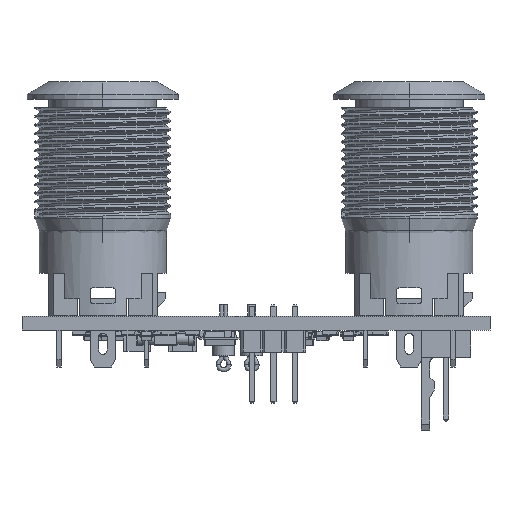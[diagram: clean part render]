
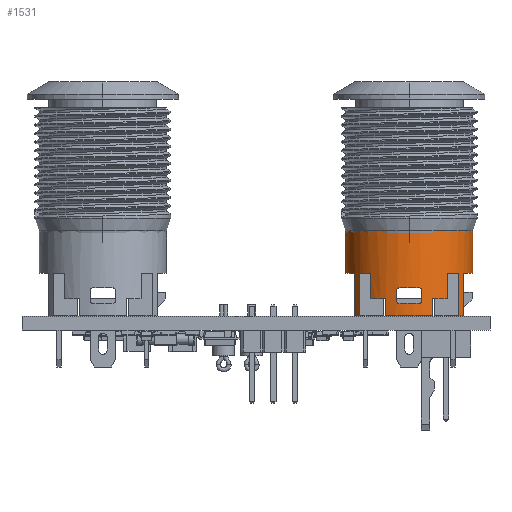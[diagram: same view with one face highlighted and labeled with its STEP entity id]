
A CAD part, front view. The second image highlights one B-rep face of the part: STEP entity #1531.
In plain terms, the highlighted cylindrical face has radius 7.5 mm (diameter 15 mm), a partial arc.
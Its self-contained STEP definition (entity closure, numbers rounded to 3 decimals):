
#984 = VERTEX_POINT('',#985);
#985 = CARTESIAN_POINT('',(-7.5,0.,-20.5));
#992 = EDGE_CURVE('',#984,#993,#995,.T.);
#993 = VERTEX_POINT('',#994);
#994 = CARTESIAN_POINT('',(-7.5,0.,-15.5));
#995 = LINE('',#996,#997);
#996 = CARTESIAN_POINT('',(-7.5,0.,-25.5));
#997 = VECTOR('',#998,1.);
#998 = DIRECTION('',(0.,0.,1.));
#1001 = VERTEX_POINT('',#1002);
#1002 = CARTESIAN_POINT('',(7.5,0.,-15.5));
#1009 = EDGE_CURVE('',#1010,#1001,#1012,.T.);
#1010 = VERTEX_POINT('',#1011);
#1011 = CARTESIAN_POINT('',(7.5,0.,-20.5));
#1012 = LINE('',#1013,#1014);
#1013 = CARTESIAN_POINT('',(7.5,0.,-25.5));
#1014 = VECTOR('',#1015,1.);
#1015 = DIRECTION('',(0.,0.,1.));
#1159 = EDGE_CURVE('',#1160,#1010,#1162,.T.);
#1160 = VERTEX_POINT('',#1161);
#1161 = CARTESIAN_POINT('',(6.4,-3.91,-20.5));
#1162 = CIRCLE('',#1163,7.5);
#1163 = AXIS2_PLACEMENT_3D('',#1164,#1165,#1166);
#1164 = CARTESIAN_POINT('',(0.,0.,-20.5));
#1165 = DIRECTION('',(0.,0.,1.));
#1166 = DIRECTION('',(1.,0.,0.));
#1218 = VERTEX_POINT('',#1219);
#1219 = CARTESIAN_POINT('',(6.4,-3.91,-25.5));
#1227 = EDGE_CURVE('',#1218,#1160,#1228,.T.);
#1228 = LINE('',#1229,#1230);
#1229 = CARTESIAN_POINT('',(6.4,-3.91,-25.5));
#1230 = VECTOR('',#1231,1.);
#1231 = DIRECTION('',(0.,0.,1.));
#1243 = VERTEX_POINT('',#1244);
#1244 = CARTESIAN_POINT('',(-6.4,-3.91,-20.5));
#1250 = EDGE_CURVE('',#984,#1243,#1251,.T.);
#1251 = CIRCLE('',#1252,7.5);
#1252 = AXIS2_PLACEMENT_3D('',#1253,#1254,#1255);
#1253 = CARTESIAN_POINT('',(0.,0.,-20.5));
#1254 = DIRECTION('',(0.,0.,1.));
#1255 = DIRECTION('',(1.,0.,0.));
#1266 = VERTEX_POINT('',#1267);
#1267 = CARTESIAN_POINT('',(-6.4,-3.91,-25.5));
#1273 = EDGE_CURVE('',#1243,#1266,#1274,.T.);
#1274 = LINE('',#1275,#1276);
#1275 = CARTESIAN_POINT('',(-6.4,-3.91,-25.5));
#1276 = VECTOR('',#1277,1.);
#1277 = DIRECTION('',(0.,0.,-1.));
#1394 = VERTEX_POINT('',#1395);
#1395 = CARTESIAN_POINT('',(4.5,-6.,-23.5));
#1401 = EDGE_CURVE('',#1402,#1394,#1404,.T.);
#1402 = VERTEX_POINT('',#1403);
#1403 = CARTESIAN_POINT('',(2.75,-6.978,-23.5));
#1404 = CIRCLE('',#1405,7.5);
#1405 = AXIS2_PLACEMENT_3D('',#1406,#1407,#1408);
#1406 = CARTESIAN_POINT('',(0.,0.,-23.5));
#1407 = DIRECTION('',(0.,0.,1.));
#1408 = DIRECTION('',(1.,0.,0.));
#1457 = EDGE_CURVE('',#1458,#1402,#1460,.T.);
#1458 = VERTEX_POINT('',#1459);
#1459 = CARTESIAN_POINT('',(2.75,-6.978,-25.5));
#1460 = LINE('',#1461,#1462);
#1461 = CARTESIAN_POINT('',(2.75,-6.978,-25.5));
#1462 = VECTOR('',#1463,1.);
#1463 = DIRECTION('',(0.,0.,1.));
#1506 = VERTEX_POINT('',#1507);
#1507 = CARTESIAN_POINT('',(-5.804,-4.75,-20.5));
#1513 = EDGE_CURVE('',#1514,#1506,#1516,.T.);
#1514 = VERTEX_POINT('',#1515);
#1515 = CARTESIAN_POINT('',(-5.804,-4.75,-25.5));
#1516 = LINE('',#1517,#1518);
#1517 = CARTESIAN_POINT('',(-5.804,-4.75,-25.5));
#1518 = VECTOR('',#1519,1.);
#1519 = DIRECTION('',(0.,0.,1.));
#1531 = ADVANCED_FACE('',(#1532,#1630),#1710,.T.);
#1532 = FACE_BOUND('',#1533,.T.);
#1533 = EDGE_LOOP('',(#1534,#1535,#1536,#1537,#1544,#1545,#1554,#1562,
    #1571,#1579,#1586,#1587,#1588,#1596,#1605,#1613,#1620,#1621,#1622,
    #1623));
#1534 = ORIENTED_EDGE('',*,*,#992,.F.);
#1535 = ORIENTED_EDGE('',*,*,#1250,.T.);
#1536 = ORIENTED_EDGE('',*,*,#1273,.T.);
#1537 = ORIENTED_EDGE('',*,*,#1538,.T.);
#1538 = EDGE_CURVE('',#1266,#1514,#1539,.T.);
#1539 = CIRCLE('',#1540,7.5);
#1540 = AXIS2_PLACEMENT_3D('',#1541,#1542,#1543);
#1541 = CARTESIAN_POINT('',(0.,0.,-25.5));
#1542 = DIRECTION('',(0.,0.,1.));
#1543 = DIRECTION('',(1.,0.,0.));
#1544 = ORIENTED_EDGE('',*,*,#1513,.T.);
#1545 = ORIENTED_EDGE('',*,*,#1546,.T.);
#1546 = EDGE_CURVE('',#1506,#1547,#1549,.T.);
#1547 = VERTEX_POINT('',#1548);
#1548 = CARTESIAN_POINT('',(-4.5,-6.,-20.5));
#1549 = CIRCLE('',#1550,7.5);
#1550 = AXIS2_PLACEMENT_3D('',#1551,#1552,#1553);
#1551 = CARTESIAN_POINT('',(0.,0.,-20.5));
#1552 = DIRECTION('',(0.,0.,1.));
#1553 = DIRECTION('',(1.,0.,0.));
#1554 = ORIENTED_EDGE('',*,*,#1555,.T.);
#1555 = EDGE_CURVE('',#1547,#1556,#1558,.T.);
#1556 = VERTEX_POINT('',#1557);
#1557 = CARTESIAN_POINT('',(-4.5,-6.,-23.5));
#1558 = LINE('',#1559,#1560);
#1559 = CARTESIAN_POINT('',(-4.5,-6.,-25.5));
#1560 = VECTOR('',#1561,1.);
#1561 = DIRECTION('',(0.,0.,-1.));
#1562 = ORIENTED_EDGE('',*,*,#1563,.T.);
#1563 = EDGE_CURVE('',#1556,#1564,#1566,.T.);
#1564 = VERTEX_POINT('',#1565);
#1565 = CARTESIAN_POINT('',(-2.75,-6.978,-23.5));
#1566 = CIRCLE('',#1567,7.5);
#1567 = AXIS2_PLACEMENT_3D('',#1568,#1569,#1570);
#1568 = CARTESIAN_POINT('',(0.,0.,-23.5));
#1569 = DIRECTION('',(0.,0.,1.));
#1570 = DIRECTION('',(1.,0.,0.));
#1571 = ORIENTED_EDGE('',*,*,#1572,.T.);
#1572 = EDGE_CURVE('',#1564,#1573,#1575,.T.);
#1573 = VERTEX_POINT('',#1574);
#1574 = CARTESIAN_POINT('',(-2.75,-6.978,-25.5));
#1575 = LINE('',#1576,#1577);
#1576 = CARTESIAN_POINT('',(-2.75,-6.978,-25.5));
#1577 = VECTOR('',#1578,1.);
#1578 = DIRECTION('',(0.,0.,-1.));
#1579 = ORIENTED_EDGE('',*,*,#1580,.T.);
#1580 = EDGE_CURVE('',#1573,#1458,#1581,.T.);
#1581 = CIRCLE('',#1582,7.5);
#1582 = AXIS2_PLACEMENT_3D('',#1583,#1584,#1585);
#1583 = CARTESIAN_POINT('',(0.,0.,-25.5));
#1584 = DIRECTION('',(0.,0.,1.));
#1585 = DIRECTION('',(1.,0.,0.));
#1586 = ORIENTED_EDGE('',*,*,#1457,.T.);
#1587 = ORIENTED_EDGE('',*,*,#1401,.T.);
#1588 = ORIENTED_EDGE('',*,*,#1589,.T.);
#1589 = EDGE_CURVE('',#1394,#1590,#1592,.T.);
#1590 = VERTEX_POINT('',#1591);
#1591 = CARTESIAN_POINT('',(4.5,-6.,-20.5));
#1592 = LINE('',#1593,#1594);
#1593 = CARTESIAN_POINT('',(4.5,-6.,-25.5));
#1594 = VECTOR('',#1595,1.);
#1595 = DIRECTION('',(0.,0.,1.));
#1596 = ORIENTED_EDGE('',*,*,#1597,.T.);
#1597 = EDGE_CURVE('',#1590,#1598,#1600,.T.);
#1598 = VERTEX_POINT('',#1599);
#1599 = CARTESIAN_POINT('',(5.804,-4.75,-20.5));
#1600 = CIRCLE('',#1601,7.5);
#1601 = AXIS2_PLACEMENT_3D('',#1602,#1603,#1604);
#1602 = CARTESIAN_POINT('',(0.,0.,-20.5));
#1603 = DIRECTION('',(0.,0.,1.));
#1604 = DIRECTION('',(1.,0.,0.));
#1605 = ORIENTED_EDGE('',*,*,#1606,.T.);
#1606 = EDGE_CURVE('',#1598,#1607,#1609,.T.);
#1607 = VERTEX_POINT('',#1608);
#1608 = CARTESIAN_POINT('',(5.804,-4.75,-25.5));
#1609 = LINE('',#1610,#1611);
#1610 = CARTESIAN_POINT('',(5.804,-4.75,-25.5));
#1611 = VECTOR('',#1612,1.);
#1612 = DIRECTION('',(0.,0.,-1.));
#1613 = ORIENTED_EDGE('',*,*,#1614,.T.);
#1614 = EDGE_CURVE('',#1607,#1218,#1615,.T.);
#1615 = CIRCLE('',#1616,7.5);
#1616 = AXIS2_PLACEMENT_3D('',#1617,#1618,#1619);
#1617 = CARTESIAN_POINT('',(0.,0.,-25.5));
#1618 = DIRECTION('',(0.,0.,1.));
#1619 = DIRECTION('',(1.,0.,0.));
#1620 = ORIENTED_EDGE('',*,*,#1227,.T.);
#1621 = ORIENTED_EDGE('',*,*,#1159,.T.);
#1622 = ORIENTED_EDGE('',*,*,#1009,.T.);
#1623 = ORIENTED_EDGE('',*,*,#1624,.F.);
#1624 = EDGE_CURVE('',#993,#1001,#1625,.T.);
#1625 = CIRCLE('',#1626,7.5);
#1626 = AXIS2_PLACEMENT_3D('',#1627,#1628,#1629);
#1627 = CARTESIAN_POINT('',(0.,0.,-15.5));
#1628 = DIRECTION('',(0.,0.,1.));
#1629 = DIRECTION('',(1.,0.,0.));
#1630 = FACE_BOUND('',#1631,.T.);
#1631 = EDGE_LOOP('',(#1632,#1642,#1653,#1662,#1673,#1681,#1692,#1701));
#1632 = ORIENTED_EDGE('',*,*,#1633,.T.);
#1633 = EDGE_CURVE('',#1634,#1636,#1638,.T.);
#1634 = VERTEX_POINT('',#1635);
#1635 = CARTESIAN_POINT('',(-1.5,-7.348,-23.7));
#1636 = VERTEX_POINT('',#1637);
#1637 = CARTESIAN_POINT('',(-1.5,-7.348,-22.5));
#1638 = LINE('',#1639,#1640);
#1639 = CARTESIAN_POINT('',(-1.5,-7.348,-25.5));
#1640 = VECTOR('',#1641,1.);
#1641 = DIRECTION('',(0.,0.,1.));
#1642 = ORIENTED_EDGE('',*,*,#1643,.T.);
#1643 = EDGE_CURVE('',#1636,#1644,#1646,.T.);
#1644 = VERTEX_POINT('',#1645);
#1645 = CARTESIAN_POINT('',(-1.2,-7.403,-22.2));
#1646 = B_SPLINE_CURVE_WITH_KNOTS('',3,(#1647,#1648,#1649,#1650,#1651,
    #1652),.UNSPECIFIED.,.F.,.F.,(4,2,4),(0.,0.5,1.),.UNSPECIFIED.);
#1647 = CARTESIAN_POINT('',(-1.5,-7.348,-22.5));
#1648 = CARTESIAN_POINT('',(-1.5,-7.349,
    -22.419));
#1649 = CARTESIAN_POINT('',(-1.468,-7.355,
    -22.343));
#1650 = CARTESIAN_POINT('',(-1.355,-7.377,
    -22.231));
#1651 = CARTESIAN_POINT('',(-1.279,-7.391,-22.2));
#1652 = CARTESIAN_POINT('',(-1.2,-7.403,-22.2));
#1653 = ORIENTED_EDGE('',*,*,#1654,.T.);
#1654 = EDGE_CURVE('',#1644,#1655,#1657,.T.);
#1655 = VERTEX_POINT('',#1656);
#1656 = CARTESIAN_POINT('',(1.2,-7.403,-22.2));
#1657 = CIRCLE('',#1658,7.5);
#1658 = AXIS2_PLACEMENT_3D('',#1659,#1660,#1661);
#1659 = CARTESIAN_POINT('',(0.,0.,-22.2));
#1660 = DIRECTION('',(0.,0.,1.));
#1661 = DIRECTION('',(1.,0.,0.));
#1662 = ORIENTED_EDGE('',*,*,#1663,.T.);
#1663 = EDGE_CURVE('',#1655,#1664,#1666,.T.);
#1664 = VERTEX_POINT('',#1665);
#1665 = CARTESIAN_POINT('',(1.5,-7.348,-22.5));
#1666 = B_SPLINE_CURVE_WITH_KNOTS('',3,(#1667,#1668,#1669,#1670,#1671,
    #1672),.UNSPECIFIED.,.F.,.F.,(4,2,4),(0.,0.5,1.),.UNSPECIFIED.);
#1667 = CARTESIAN_POINT('',(1.2,-7.403,-22.2));
#1668 = CARTESIAN_POINT('',(1.279,-7.391,-22.2));
#1669 = CARTESIAN_POINT('',(1.355,-7.377,
    -22.231));
#1670 = CARTESIAN_POINT('',(1.468,-7.355,
    -22.343));
#1671 = CARTESIAN_POINT('',(1.5,-7.349,
    -22.419));
#1672 = CARTESIAN_POINT('',(1.5,-7.348,-22.5));
#1673 = ORIENTED_EDGE('',*,*,#1674,.T.);
#1674 = EDGE_CURVE('',#1664,#1675,#1677,.T.);
#1675 = VERTEX_POINT('',#1676);
#1676 = CARTESIAN_POINT('',(1.5,-7.348,-23.7));
#1677 = LINE('',#1678,#1679);
#1678 = CARTESIAN_POINT('',(1.5,-7.348,-25.5));
#1679 = VECTOR('',#1680,1.);
#1680 = DIRECTION('',(0.,0.,-1.));
#1681 = ORIENTED_EDGE('',*,*,#1682,.T.);
#1682 = EDGE_CURVE('',#1675,#1683,#1685,.T.);
#1683 = VERTEX_POINT('',#1684);
#1684 = CARTESIAN_POINT('',(1.2,-7.403,-24.));
#1685 = B_SPLINE_CURVE_WITH_KNOTS('',3,(#1686,#1687,#1688,#1689,#1690,
    #1691),.UNSPECIFIED.,.F.,.F.,(4,2,4),(0.,0.5,1.),.UNSPECIFIED.);
#1686 = CARTESIAN_POINT('',(1.5,-7.348,-23.7));
#1687 = CARTESIAN_POINT('',(1.5,-7.349,-23.781
    ));
#1688 = CARTESIAN_POINT('',(1.468,-7.355,
    -23.857));
#1689 = CARTESIAN_POINT('',(1.355,-7.377,
    -23.969));
#1690 = CARTESIAN_POINT('',(1.279,-7.391,-24.));
#1691 = CARTESIAN_POINT('',(1.2,-7.403,-24.));
#1692 = ORIENTED_EDGE('',*,*,#1693,.T.);
#1693 = EDGE_CURVE('',#1683,#1694,#1696,.T.);
#1694 = VERTEX_POINT('',#1695);
#1695 = CARTESIAN_POINT('',(-1.2,-7.403,-24.));
#1696 = CIRCLE('',#1697,7.5);
#1697 = AXIS2_PLACEMENT_3D('',#1698,#1699,#1700);
#1698 = CARTESIAN_POINT('',(0.,0.,-24.));
#1699 = DIRECTION('',(0.,0.,-1.));
#1700 = DIRECTION('',(1.,0.,0.));
#1701 = ORIENTED_EDGE('',*,*,#1702,.T.);
#1702 = EDGE_CURVE('',#1694,#1634,#1703,.T.);
#1703 = B_SPLINE_CURVE_WITH_KNOTS('',3,(#1704,#1705,#1706,#1707,#1708,
    #1709),.UNSPECIFIED.,.F.,.F.,(4,2,4),(0.,0.5,1.),.UNSPECIFIED.);
#1704 = CARTESIAN_POINT('',(-1.2,-7.403,-24.));
#1705 = CARTESIAN_POINT('',(-1.279,-7.391,-24.));
#1706 = CARTESIAN_POINT('',(-1.355,-7.377,
    -23.969));
#1707 = CARTESIAN_POINT('',(-1.468,-7.355,
    -23.857));
#1708 = CARTESIAN_POINT('',(-1.5,-7.349,
    -23.781));
#1709 = CARTESIAN_POINT('',(-1.5,-7.348,-23.7));
#1710 = CYLINDRICAL_SURFACE('',#1711,7.5);
#1711 = AXIS2_PLACEMENT_3D('',#1712,#1713,#1714);
#1712 = CARTESIAN_POINT('',(0.,0.,-25.5));
#1713 = DIRECTION('',(0.,0.,1.));
#1714 = DIRECTION('',(1.,0.,0.));
